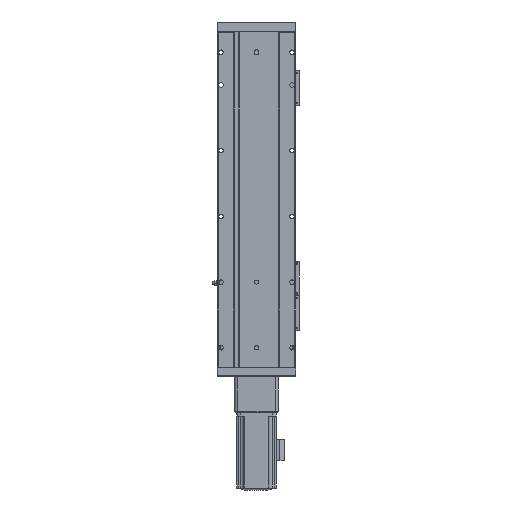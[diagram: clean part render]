
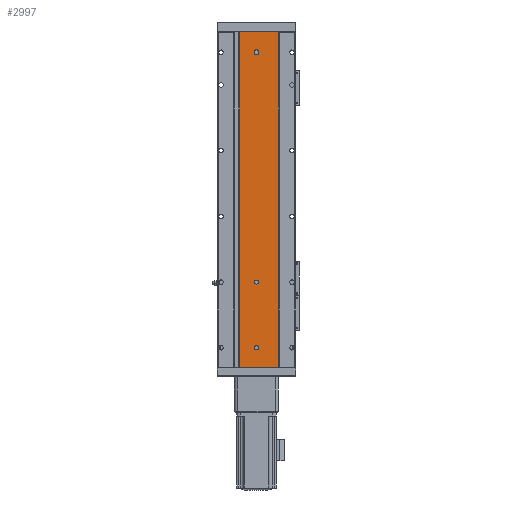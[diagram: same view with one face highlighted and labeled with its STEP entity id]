
A CAD part, front view. The second image highlights one B-rep face of the part: STEP entity #2997.
In plain terms, the highlighted planar face has unit normal (0, -1, 0).
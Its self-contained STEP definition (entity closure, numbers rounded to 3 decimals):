
#230 = ORIENTED_EDGE ( 'NONE', *, *, #34543, .F. ) ;
#263 = DIRECTION ( 'NONE',  ( 0., -1., 0. ) ) ;
#362 = DIRECTION ( 'NONE',  ( 0., 0., 1. ) ) ;
#453 = AXIS2_PLACEMENT_3D ( 'NONE', #26160, #26296, #11552 ) ;
#577 = AXIS2_PLACEMENT_3D ( 'NONE', #20072, #22996, #14004 ) ;
#945 = CARTESIAN_POINT ( 'NONE',  ( 3., -56.85, 223.5 ) ) ;
#1001 = AXIS2_PLACEMENT_3D ( 'NONE', #28609, #2489, #37037 ) ;
#1446 = EDGE_CURVE ( 'NONE', #11679, #34783, #18179, .T. ) ;
#2118 = CARTESIAN_POINT ( 'NONE',  ( -26.542, -56.85, 255.5 ) ) ;
#2444 = VECTOR ( 'NONE', #26818, 1000. ) ;
#2489 = DIRECTION ( 'NONE',  ( 0., -1., 0. ) ) ;
#2997 = ADVANCED_FACE ( 'NONE', ( #20784, #17191, #34473, #18989 ), #28407, .F. ) ;
#3176 = DIRECTION ( 'NONE',  ( 0., 0., -1. ) ) ;
#3454 = VECTOR ( 'NONE', #35784, 1000. ) ;
#4031 = CARTESIAN_POINT ( 'NONE',  ( 33.172, -56.85, -255.5 ) ) ;
#5753 = EDGE_LOOP ( 'NONE', ( #13528, #37090 ) ) ;
#5906 = CIRCLE ( 'NONE', #31520, 3. ) ;
#6128 = EDGE_CURVE ( 'NONE', #30544, #32930, #11544, .T. ) ;
#6162 = CARTESIAN_POINT ( 'NONE',  ( -26.542, -56.85, 0. ) ) ;
#6961 = AXIS2_PLACEMENT_3D ( 'NONE', #11689, #20569, #14741 ) ;
#7433 = CARTESIAN_POINT ( 'NONE',  ( -0.15, -56.85, -255.5 ) ) ;
#7557 = DIRECTION ( 'NONE',  ( 1., 0., 0. ) ) ;
#8127 = ORIENTED_EDGE ( 'NONE', *, *, #28890, .F. ) ;
#8324 = VECTOR ( 'NONE', #27010, 1000. ) ;
#8403 = CARTESIAN_POINT ( 'NONE',  ( 0., -56.85, -228.5 ) ) ;
#8534 = VERTEX_POINT ( 'NONE', #8403 ) ;
#9480 = VECTOR ( 'NONE', #30709, 1000. ) ;
#9934 = EDGE_LOOP ( 'NONE', ( #24638, #34557 ) ) ;
#10112 = LINE ( 'NONE', #11810, #2444 ) ;
#10471 = VECTOR ( 'NONE', #7557, 1000. ) ;
#11451 = EDGE_CURVE ( 'NONE', #33468, #17269, #22967, .T. ) ;
#11500 = CIRCLE ( 'NONE', #1001, 3. ) ;
#11544 = CIRCLE ( 'NONE', #30087, 3. ) ;
#11552 = DIRECTION ( 'NONE',  ( 0., 0., -1. ) ) ;
#11679 = VERTEX_POINT ( 'NONE', #32520 ) ;
#11689 = CARTESIAN_POINT ( 'NONE',  ( 0., -56.85, -225.5 ) ) ;
#11810 = CARTESIAN_POINT ( 'NONE',  ( 3.315, -56.85, 255.5 ) ) ;
#12036 = EDGE_LOOP ( 'NONE', ( #19072, #230, #13071, #8127, #33864 ) ) ;
#12819 = EDGE_CURVE ( 'NONE', #11679, #33700, #15139, .T. ) ;
#13071 = ORIENTED_EDGE ( 'NONE', *, *, #11451, .F. ) ;
#13142 = DIRECTION ( 'NONE',  ( 0., 0., -1. ) ) ;
#13502 = EDGE_LOOP ( 'NONE', ( #32139, #30928, #28420, #24522 ) ) ;
#13528 = ORIENTED_EDGE ( 'NONE', *, *, #33720, .F. ) ;
#13632 = DIRECTION ( 'NONE',  ( 0., 0., -1. ) ) ;
#14004 = DIRECTION ( 'NONE',  ( 0., 0., -1. ) ) ;
#14741 = DIRECTION ( 'NONE',  ( 0., 0., -1. ) ) ;
#15139 = LINE ( 'NONE', #6162, #8324 ) ;
#16127 = LINE ( 'NONE', #18717, #3454 ) ;
#16153 = CARTESIAN_POINT ( 'NONE',  ( 0., -56.85, -128.5 ) ) ;
#16226 = EDGE_CURVE ( 'NONE', #35568, #34783, #16127, .T. ) ;
#16526 = VERTEX_POINT ( 'NONE', #20761 ) ;
#16567 = CARTESIAN_POINT ( 'NONE',  ( -3., -56.85, 223.5 ) ) ;
#17181 = CARTESIAN_POINT ( 'NONE',  ( 33.172, -56.85, 255.5 ) ) ;
#17191 = FACE_BOUND ( 'NONE', #5753, .T. ) ;
#17269 = VERTEX_POINT ( 'NONE', #945 ) ;
#17502 = EDGE_CURVE ( 'NONE', #16526, #8534, #25656, .T. ) ;
#18179 = LINE ( 'NONE', #7433, #10471 ) ;
#18717 = CARTESIAN_POINT ( 'NONE',  ( 33.172, -56.85, 0. ) ) ;
#18976 = DIRECTION ( 'NONE',  ( 0., -1., 0. ) ) ;
#18989 = FACE_OUTER_BOUND ( 'NONE', #13502, .T. ) ;
#19072 = ORIENTED_EDGE ( 'NONE', *, *, #21940, .F. ) ;
#19860 = VERTEX_POINT ( 'NONE', #28364 ) ;
#20072 = CARTESIAN_POINT ( 'NONE',  ( 0., -56.85, 223.5 ) ) ;
#20569 = DIRECTION ( 'NONE',  ( 0., -1., 0. ) ) ;
#20761 = CARTESIAN_POINT ( 'NONE',  ( 0., -56.85, -222.5 ) ) ;
#20784 = FACE_BOUND ( 'NONE', #9934, .T. ) ;
#21480 = VERTEX_POINT ( 'NONE', #36179 ) ;
#21883 = VECTOR ( 'NONE', #362, 1000. ) ;
#21940 = EDGE_CURVE ( 'NONE', #19860, #21480, #34536, .T. ) ;
#22562 = DIRECTION ( 'NONE',  ( 0., 1., 0. ) ) ;
#22967 = CIRCLE ( 'NONE', #577, 3. ) ;
#22996 = DIRECTION ( 'NONE',  ( 0., -1., 0. ) ) ;
#23118 = LINE ( 'NONE', #30837, #9480 ) ;
#24522 = ORIENTED_EDGE ( 'NONE', *, *, #1446, .T. ) ;
#24638 = ORIENTED_EDGE ( 'NONE', *, *, #30861, .F. ) ;
#24697 = CARTESIAN_POINT ( 'NONE',  ( 0., -56.85, -122.5 ) ) ;
#24836 = CARTESIAN_POINT ( 'NONE',  ( 0., -56.85, 225.5 ) ) ;
#25374 = CARTESIAN_POINT ( 'NONE',  ( -26.542, -56.85, -255.5 ) ) ;
#25656 = CIRCLE ( 'NONE', #453, 3. ) ;
#26160 = CARTESIAN_POINT ( 'NONE',  ( 0., -56.85, -225.5 ) ) ;
#26296 = DIRECTION ( 'NONE',  ( 0., -1., 0. ) ) ;
#26795 = CARTESIAN_POINT ( 'NONE',  ( 0., -56.85, 220.5 ) ) ;
#26818 = DIRECTION ( 'NONE',  ( 1., 0., 0. ) ) ;
#27010 = DIRECTION ( 'NONE',  ( 0., 0., 1. ) ) ;
#28238 = DIRECTION ( 'NONE',  ( 0., -1., 0. ) ) ;
#28364 = CARTESIAN_POINT ( 'NONE',  ( 3., -56.85, 225.5 ) ) ;
#28407 = PLANE ( 'NONE',  #35018 ) ;
#28420 = ORIENTED_EDGE ( 'NONE', *, *, #12819, .F. ) ;
#28609 = CARTESIAN_POINT ( 'NONE',  ( 0., -56.85, -125.5 ) ) ;
#28890 = EDGE_CURVE ( 'NONE', #33735, #33468, #5906, .T. ) ;
#29601 = LINE ( 'NONE', #35039, #21883 ) ;
#29993 = EDGE_CURVE ( 'NONE', #21480, #33735, #23118, .T. ) ;
#30087 = AXIS2_PLACEMENT_3D ( 'NONE', #34939, #263, #3176 ) ;
#30544 = VERTEX_POINT ( 'NONE', #24697 ) ;
#30709 = DIRECTION ( 'NONE',  ( 0., 0., -1. ) ) ;
#30837 = CARTESIAN_POINT ( 'NONE',  ( -3., -56.85, 0. ) ) ;
#30861 = EDGE_CURVE ( 'NONE', #8534, #16526, #32605, .T. ) ;
#30928 = ORIENTED_EDGE ( 'NONE', *, *, #34011, .F. ) ;
#31337 = DIRECTION ( 'NONE',  ( 0., 0., 1. ) ) ;
#31520 = AXIS2_PLACEMENT_3D ( 'NONE', #33733, #28238, #13632 ) ;
#31859 = AXIS2_PLACEMENT_3D ( 'NONE', #24836, #18976, #13142 ) ;
#32139 = ORIENTED_EDGE ( 'NONE', *, *, #16226, .F. ) ;
#32520 = CARTESIAN_POINT ( 'NONE',  ( -26.542, -56.85, -255.5 ) ) ;
#32605 = CIRCLE ( 'NONE', #6961, 3. ) ;
#32930 = VERTEX_POINT ( 'NONE', #16153 ) ;
#33468 = VERTEX_POINT ( 'NONE', #26795 ) ;
#33700 = VERTEX_POINT ( 'NONE', #2118 ) ;
#33720 = EDGE_CURVE ( 'NONE', #32930, #30544, #11500, .T. ) ;
#33733 = CARTESIAN_POINT ( 'NONE',  ( 0., -56.85, 223.5 ) ) ;
#33735 = VERTEX_POINT ( 'NONE', #16567 ) ;
#33864 = ORIENTED_EDGE ( 'NONE', *, *, #29993, .F. ) ;
#34011 = EDGE_CURVE ( 'NONE', #33700, #35568, #10112, .T. ) ;
#34473 = FACE_BOUND ( 'NONE', #12036, .T. ) ;
#34536 = CIRCLE ( 'NONE', #31859, 3. ) ;
#34543 = EDGE_CURVE ( 'NONE', #17269, #19860, #29601, .T. ) ;
#34557 = ORIENTED_EDGE ( 'NONE', *, *, #17502, .F. ) ;
#34783 = VERTEX_POINT ( 'NONE', #4031 ) ;
#34939 = CARTESIAN_POINT ( 'NONE',  ( 0., -56.85, -125.5 ) ) ;
#35018 = AXIS2_PLACEMENT_3D ( 'NONE', #25374, #22562, #31337 ) ;
#35039 = CARTESIAN_POINT ( 'NONE',  ( 3., -56.85, 0. ) ) ;
#35568 = VERTEX_POINT ( 'NONE', #17181 ) ;
#35784 = DIRECTION ( 'NONE',  ( 0., 0., -1. ) ) ;
#36179 = CARTESIAN_POINT ( 'NONE',  ( -3., -56.85, 225.5 ) ) ;
#37037 = DIRECTION ( 'NONE',  ( 0., 0., -1. ) ) ;
#37090 = ORIENTED_EDGE ( 'NONE', *, *, #6128, .F. ) ;
